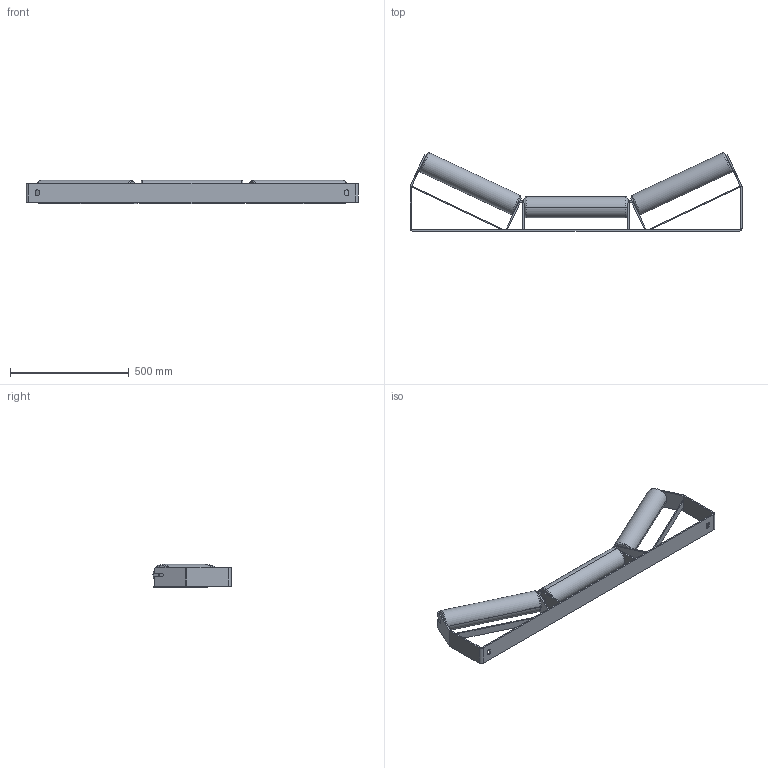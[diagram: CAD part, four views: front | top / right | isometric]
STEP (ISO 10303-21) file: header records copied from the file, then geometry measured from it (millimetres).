
FILE_DESCRIPTION (( 'STEP AP214' ), '1' );
FILE_NAME ('Support SNP 53300 E100 6 B1200 25° sans pincement.step', '2020-02-20T19:08:48', ( '' ), ( '' ), 'SwSTEP 2.0', 'SolidWorks 2019', '' );
FILE_SCHEMA (( 'AUTOMOTIVE_DESIGN' ));
Length unit declared in the file: millimetre
Products named in the file (1): Support SNP 53300 E100 6 B1200 25° sans pincement
Bounding box: 1400 x 329.88 x 97.5 mm (x, y, z)
Volume: 3223284.7 mm3; surface area: 1456282 mm2
Topology: 11 solids, 14 shells, 315 faces, 762 edges, 488 vertices
Faces by surface type: plane 223, cylinder 63, bspline 17, torus 12
Entity records: 9338 total; most frequent: CARTESIAN_POINT 1787, ORIENTED_EDGE 1524, DIRECTION 1500, EDGE_CURVE 762, LINE 554, VECTOR 554, VERTEX_POINT 488, AXIS2_PLACEMENT_3D 473
